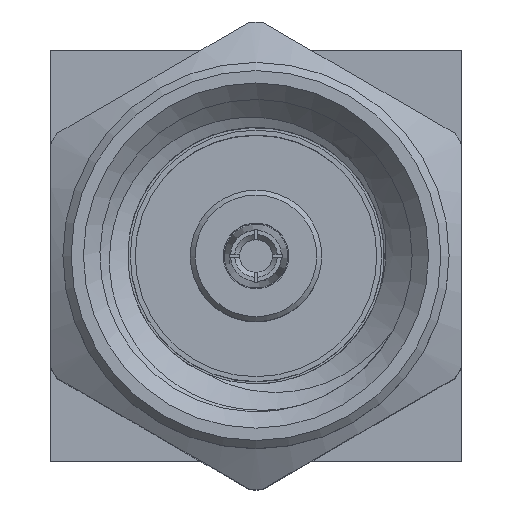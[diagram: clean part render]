
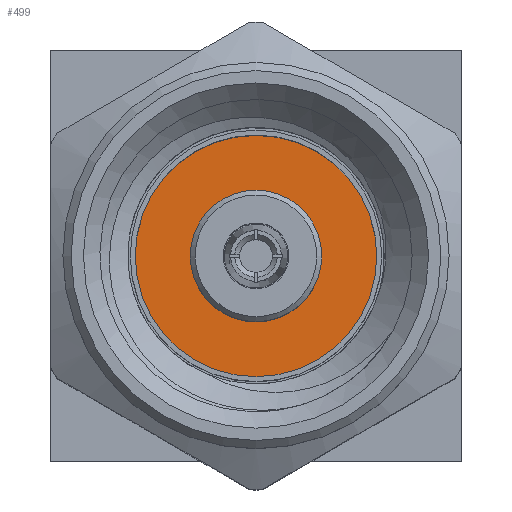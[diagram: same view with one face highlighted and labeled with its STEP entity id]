
A CAD part, top view. The second image highlights one B-rep face of the part: STEP entity #499.
In plain terms, the highlighted planar face has unit normal (0, 0, 1).
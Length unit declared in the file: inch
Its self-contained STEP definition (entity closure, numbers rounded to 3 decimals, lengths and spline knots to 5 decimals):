
#145 = EDGE_LOOP ( 'NONE', ( #1401 ) ) ;
#362 = DIRECTION ( 'NONE',  ( 1., 0., 0. ) ) ;
#499 = ADVANCED_FACE ( 'NONE', ( #2999, #3944 ), #2764, .T. ) ;
#513 = DIRECTION ( 'NONE',  ( 1., 0., 0. ) ) ;
#835 = CIRCLE ( 'NONE', #1029, 0.0735 ) ;
#871 = AXIS2_PLACEMENT_3D ( 'NONE', #2674, #2017, #1053 ) ;
#1029 = AXIS2_PLACEMENT_3D ( 'NONE', #3015, #1051, #362 ) ;
#1051 = DIRECTION ( 'NONE',  ( 0., 0., -1. ) ) ;
#1053 = DIRECTION ( 'NONE',  ( 1., 0., 0. ) ) ;
#1074 = ORIENTED_EDGE ( 'NONE', *, *, #1229, .F. ) ;
#1229 = EDGE_CURVE ( 'NONE', #3923, #3923, #835, .T. ) ;
#1401 = ORIENTED_EDGE ( 'NONE', *, *, #3726, .F. ) ;
#1687 = AXIS2_PLACEMENT_3D ( 'NONE', #3106, #3133, #513 ) ;
#2011 = VERTEX_POINT ( 'NONE', #3399 ) ;
#2017 = DIRECTION ( 'NONE',  ( 0., 0., 1. ) ) ;
#2244 = EDGE_LOOP ( 'NONE', ( #1074 ) ) ;
#2674 = CARTESIAN_POINT ( 'NONE',  ( 0., 0., -0.23 ) ) ;
#2764 = PLANE ( 'NONE',  #1687 ) ;
#2999 = FACE_BOUND ( 'NONE', #145, .T. ) ;
#3015 = CARTESIAN_POINT ( 'NONE',  ( 0., 0., -0.23 ) ) ;
#3106 = CARTESIAN_POINT ( 'NONE',  ( 0., 0., -0.23 ) ) ;
#3133 = DIRECTION ( 'NONE',  ( 0., 0., 1. ) ) ;
#3387 = CARTESIAN_POINT ( 'NONE',  ( 0.0735, 0., -0.23 ) ) ;
#3399 = CARTESIAN_POINT ( 'NONE',  ( 0.04, 0., -0.23 ) ) ;
#3726 = EDGE_CURVE ( 'NONE', #2011, #2011, #3735, .T. ) ;
#3735 = CIRCLE ( 'NONE', #871, 0.04 ) ;
#3923 = VERTEX_POINT ( 'NONE', #3387 ) ;
#3944 = FACE_OUTER_BOUND ( 'NONE', #2244, .T. ) ;
